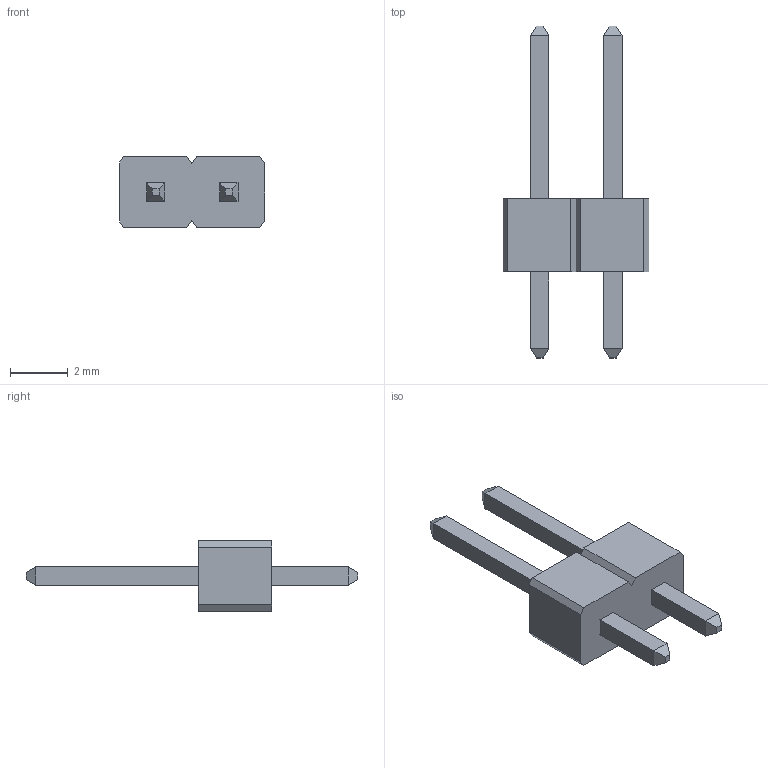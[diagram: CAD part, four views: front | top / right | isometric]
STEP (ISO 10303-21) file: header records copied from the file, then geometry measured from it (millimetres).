
FILE_DESCRIPTION(/* description */ (''),/* implementation_level */ '2;1');
FILE_NAME(/* name */ '1x02 connector.step',/* time_stamp */ '2018-09-29T19:34:54-04:00',/* author */ ('rdanie14'),/* organization */ (''),/* preprocessor_version */ 'ST-DEVELOPER v17.2',/* originating_system */ 'Autodesk Translation Framework v7.6.0.251',/* authorisation */ '');
FILE_SCHEMA (('AUTOMOTIVE_DESIGN { 1 0 10303 214 3 1 1 }'));
Length unit declared in the file: millimetre
Products named in the file (1): 1x02 connector
Bounding box: 5.06 x 11.54 x 2.46 mm (x, y, z)
Volume: 38.3 mm3; surface area: 132.9 mm2
Topology: 3 solids, 3 shells, 52 faces, 122 edges, 76 vertices
Faces by surface type: plane 52
Entity records: 1491 total; most frequent: CARTESIAN_POINT 251, ORIENTED_EDGE 244, DIRECTION 228, LINE 122, VECTOR 122, EDGE_CURVE 122, VERTEX_POINT 76, EDGE_LOOP 56
